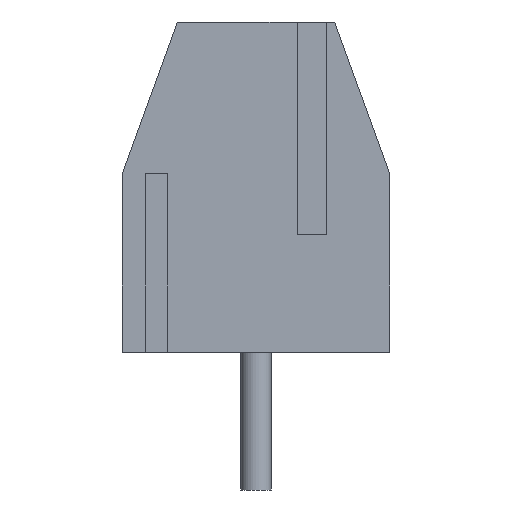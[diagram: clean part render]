
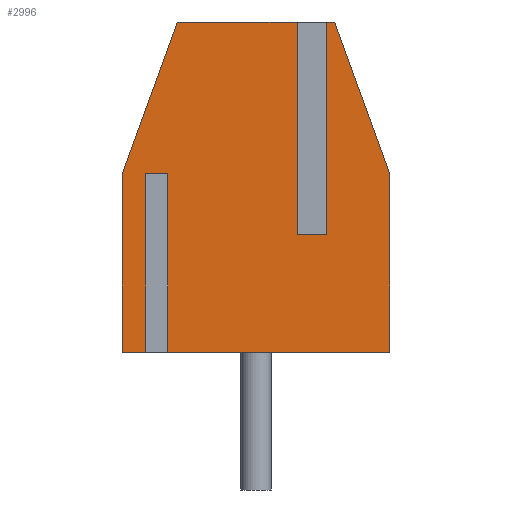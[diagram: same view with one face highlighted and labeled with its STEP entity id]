
A CAD part, left-side view. The second image highlights one B-rep face of the part: STEP entity #2996.
In plain terms, the highlighted planar face has unit normal (-1, 0, 0).
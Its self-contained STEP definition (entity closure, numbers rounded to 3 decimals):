
#2940=AXIS2_PLACEMENT_3D('Plane Axis2P3D',#2937,#2938,#2939) ;
#200=CARTESIAN_POINT('Vertex',(0.45,6.8,3.5)) ;
#247=CARTESIAN_POINT('Vertex',(0.45,0.,3.5)) ;
#250=CARTESIAN_POINT('Line Origine',(0.45,2.825,3.5)) ;
#254=CARTESIAN_POINT('Vertex',(0.45,5.65,3.5)) ;
#303=CARTESIAN_POINT('Vertex',(0.45,6.2,3.5)) ;
#306=CARTESIAN_POINT('Line Origine',(0.45,6.5,3.5)) ;
#433=CARTESIAN_POINT('Line Origine',(0.45,6.8,5.775)) ;
#437=CARTESIAN_POINT('Vertex',(0.45,6.8,8.05)) ;
#458=CARTESIAN_POINT('Line Origine',(0.45,6.1,9.975)) ;
#462=CARTESIAN_POINT('Vertex',(0.45,5.4,11.9)) ;
#483=CARTESIAN_POINT('Line Origine',(0.45,3.825,11.9)) ;
#487=CARTESIAN_POINT('Vertex',(0.45,2.25,11.9)) ;
#536=CARTESIAN_POINT('Vertex',(0.45,1.7,11.9)) ;
#539=CARTESIAN_POINT('Line Origine',(0.45,1.55,11.9)) ;
#543=CARTESIAN_POINT('Vertex',(0.45,1.4,11.9)) ;
#853=CARTESIAN_POINT('Line Origine',(0.45,0.7,9.975)) ;
#857=CARTESIAN_POINT('Vertex',(0.45,0.,8.05)) ;
#878=CARTESIAN_POINT('Line Origine',(0.45,0.,5.775)) ;
#2937=CARTESIAN_POINT('Axis2P3D Location',(0.45,0.,0.)) ;
#2942=CARTESIAN_POINT('Line Origine',(0.45,1.7,9.2)) ;
#2946=CARTESIAN_POINT('Vertex',(0.45,1.7,6.5)) ;
#2949=CARTESIAN_POINT('Line Origine',(0.45,1.975,6.5)) ;
#2953=CARTESIAN_POINT('Vertex',(0.45,2.25,6.5)) ;
#2956=CARTESIAN_POINT('Line Origine',(0.45,2.25,9.2)) ;
#2961=CARTESIAN_POINT('Line Origine',(0.45,6.2,5.775)) ;
#2965=CARTESIAN_POINT('Vertex',(0.45,6.2,8.05)) ;
#2968=CARTESIAN_POINT('Line Origine',(0.45,5.925,8.05)) ;
#2972=CARTESIAN_POINT('Vertex',(0.45,5.65,8.05)) ;
#2975=CARTESIAN_POINT('Line Origine',(0.45,5.65,5.775)) ;
#251=DIRECTION('Vector Direction',(0.,1.,0.)) ;
#307=DIRECTION('Vector Direction',(0.,1.,0.)) ;
#434=DIRECTION('Vector Direction',(0.,0.,1.)) ;
#459=DIRECTION('Vector Direction',(0.,-0.342,0.94)) ;
#484=DIRECTION('Vector Direction',(0.,-1.,0.)) ;
#540=DIRECTION('Vector Direction',(0.,-1.,0.)) ;
#854=DIRECTION('Vector Direction',(0.,-0.342,-0.94)) ;
#879=DIRECTION('Vector Direction',(0.,0.,-1.)) ;
#2938=DIRECTION('Axis2P3D Direction',(-1.,0.,0.)) ;
#2939=DIRECTION('Axis2P3D XDirection',(0.,0.,1.)) ;
#2943=DIRECTION('Vector Direction',(0.,0.,1.)) ;
#2950=DIRECTION('Vector Direction',(0.,1.,0.)) ;
#2957=DIRECTION('Vector Direction',(0.,0.,1.)) ;
#2962=DIRECTION('Vector Direction',(0.,0.,1.)) ;
#2969=DIRECTION('Vector Direction',(0.,1.,0.)) ;
#2976=DIRECTION('Vector Direction',(0.,0.,1.)) ;
#252=VECTOR('Line Direction',#251,1.) ;
#308=VECTOR('Line Direction',#307,1.) ;
#435=VECTOR('Line Direction',#434,1.) ;
#460=VECTOR('Line Direction',#459,1.) ;
#485=VECTOR('Line Direction',#484,1.) ;
#541=VECTOR('Line Direction',#540,1.) ;
#855=VECTOR('Line Direction',#854,1.) ;
#880=VECTOR('Line Direction',#879,1.) ;
#2944=VECTOR('Line Direction',#2943,1.) ;
#2951=VECTOR('Line Direction',#2950,1.) ;
#2958=VECTOR('Line Direction',#2957,1.) ;
#2963=VECTOR('Line Direction',#2962,1.) ;
#2970=VECTOR('Line Direction',#2969,1.) ;
#2977=VECTOR('Line Direction',#2976,1.) ;
#2981=ORIENTED_EDGE('',*,*,#256,.T.) ;
#2982=ORIENTED_EDGE('',*,*,#882,.T.) ;
#2983=ORIENTED_EDGE('',*,*,#859,.T.) ;
#2984=ORIENTED_EDGE('',*,*,#545,.T.) ;
#2985=ORIENTED_EDGE('',*,*,#2948,.F.) ;
#2986=ORIENTED_EDGE('',*,*,#2955,.T.) ;
#2987=ORIENTED_EDGE('',*,*,#2960,.T.) ;
#2988=ORIENTED_EDGE('',*,*,#489,.T.) ;
#2989=ORIENTED_EDGE('',*,*,#464,.T.) ;
#2990=ORIENTED_EDGE('',*,*,#439,.T.) ;
#2991=ORIENTED_EDGE('',*,*,#310,.T.) ;
#2992=ORIENTED_EDGE('',*,*,#2967,.T.) ;
#2993=ORIENTED_EDGE('',*,*,#2974,.T.) ;
#2994=ORIENTED_EDGE('',*,*,#2979,.F.) ;
#2996=ADVANCED_FACE('HOUSING',(#2995),#2941,.T.) ;
#256=EDGE_CURVE('',#255,#248,#253,.F.) ;
#310=EDGE_CURVE('',#201,#304,#309,.F.) ;
#439=EDGE_CURVE('',#438,#201,#436,.F.) ;
#464=EDGE_CURVE('',#463,#438,#461,.F.) ;
#489=EDGE_CURVE('',#488,#463,#486,.F.) ;
#545=EDGE_CURVE('',#544,#537,#542,.F.) ;
#859=EDGE_CURVE('',#858,#544,#856,.F.) ;
#882=EDGE_CURVE('',#248,#858,#881,.F.) ;
#2948=EDGE_CURVE('',#2947,#537,#2945,.T.) ;
#2955=EDGE_CURVE('',#2947,#2954,#2952,.T.) ;
#2960=EDGE_CURVE('',#2954,#488,#2959,.T.) ;
#2967=EDGE_CURVE('',#304,#2966,#2964,.T.) ;
#2974=EDGE_CURVE('',#2966,#2973,#2971,.F.) ;
#2979=EDGE_CURVE('',#255,#2973,#2978,.T.) ;
#2980=EDGE_LOOP('',(#2981,#2982,#2983,#2984,#2985,#2986,#2987,#2988,#2989,#2990,#2991,#2992,#2993,#2994)) ;
#2995=FACE_OUTER_BOUND('',#2980,.T.) ;
#253=LINE('Line',#250,#252) ;
#309=LINE('Line',#306,#308) ;
#436=LINE('Line',#433,#435) ;
#461=LINE('Line',#458,#460) ;
#486=LINE('Line',#483,#485) ;
#542=LINE('Line',#539,#541) ;
#856=LINE('Line',#853,#855) ;
#881=LINE('Line',#878,#880) ;
#2945=LINE('Line',#2942,#2944) ;
#2952=LINE('Line',#2949,#2951) ;
#2959=LINE('Line',#2956,#2958) ;
#2964=LINE('Line',#2961,#2963) ;
#2971=LINE('Line',#2968,#2970) ;
#2978=LINE('Line',#2975,#2977) ;
#2941=PLANE('',#2940) ;
#201=VERTEX_POINT('',#200) ;
#248=VERTEX_POINT('',#247) ;
#255=VERTEX_POINT('',#254) ;
#304=VERTEX_POINT('',#303) ;
#438=VERTEX_POINT('',#437) ;
#463=VERTEX_POINT('',#462) ;
#488=VERTEX_POINT('',#487) ;
#537=VERTEX_POINT('',#536) ;
#544=VERTEX_POINT('',#543) ;
#858=VERTEX_POINT('',#857) ;
#2947=VERTEX_POINT('',#2946) ;
#2954=VERTEX_POINT('',#2953) ;
#2966=VERTEX_POINT('',#2965) ;
#2973=VERTEX_POINT('',#2972) ;
